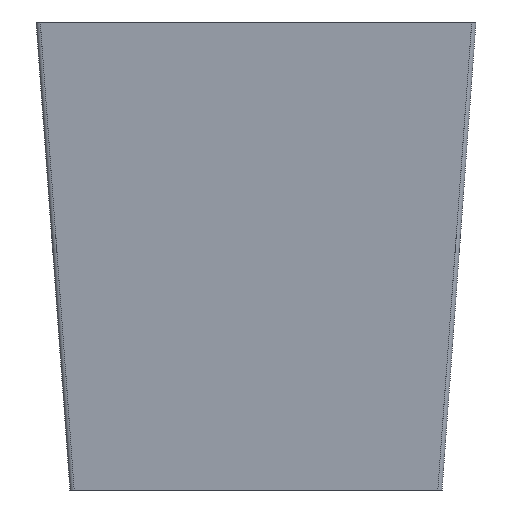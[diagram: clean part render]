
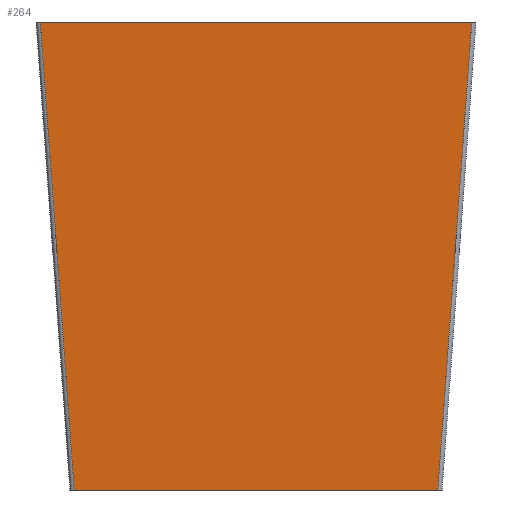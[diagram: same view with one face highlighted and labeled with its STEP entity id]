
A CAD part, front view. The second image highlights one B-rep face of the part: STEP entity #264.
In plain terms, the highlighted planar face has unit normal (0, -0.997, -0.072).
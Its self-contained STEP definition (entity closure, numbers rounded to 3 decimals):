
#34=FACE_OUTER_BOUND('',#49,.T.);
#49=EDGE_LOOP('',(#199,#200,#201,#202));
#72=LINE('',#420,#100);
#73=LINE('',#423,#101);
#74=LINE('',#425,#102);
#75=LINE('',#426,#103);
#100=VECTOR('',#341,10.);
#101=VECTOR('',#344,10.);
#102=VECTOR('',#345,10.);
#103=VECTOR('',#346,10.);
#123=VERTEX_POINT('',#413);
#126=VERTEX_POINT('',#418);
#127=VERTEX_POINT('',#422);
#128=VERTEX_POINT('',#424);
#154=EDGE_CURVE('',#126,#123,#72,.T.);
#155=EDGE_CURVE('',#126,#127,#73,.T.);
#156=EDGE_CURVE('',#128,#127,#74,.T.);
#157=EDGE_CURVE('',#123,#128,#75,.T.);
#199=ORIENTED_EDGE('',*,*,#154,.F.);
#200=ORIENTED_EDGE('',*,*,#155,.T.);
#201=ORIENTED_EDGE('',*,*,#156,.F.);
#202=ORIENTED_EDGE('',*,*,#157,.F.);
#252=PLANE('',#295);
#264=ADVANCED_FACE('',(#34),#252,.T.);
#295=AXIS2_PLACEMENT_3D('',#421,#342,#343);
#341=DIRECTION('',(-0.072,-0.072,0.995));
#342=DIRECTION('center_axis',(0.,-0.997,-0.072));
#343=DIRECTION('ref_axis',(0.,0.072,-0.997));
#344=DIRECTION('',(1.,0.,0.));
#345=DIRECTION('',(-0.072,0.072,-0.995));
#346=DIRECTION('',(1.,0.,0.));
#413=CARTESIAN_POINT('',(-254.093,-134.62,0.));
#418=CARTESIAN_POINT('',(-214.093,-94.62,-551.18));
#420=CARTESIAN_POINT('',(-213.626,-94.153,-557.617));
#421=CARTESIAN_POINT('Origin',(-219.08,-94.62,-551.18));
#422=CARTESIAN_POINT('',(214.093,-94.62,-551.18));
#423=CARTESIAN_POINT('',(-219.08,-94.62,-551.18));
#424=CARTESIAN_POINT('',(254.093,-134.62,0.));
#425=CARTESIAN_POINT('',(212.977,-93.504,-566.555));
#426=CARTESIAN_POINT('',(-259.08,-134.62,0.));
